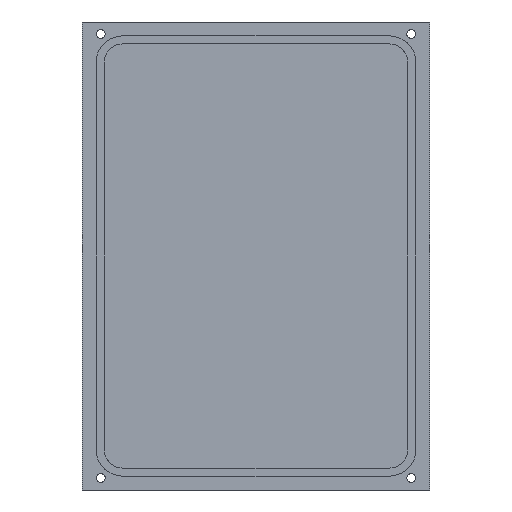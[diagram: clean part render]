
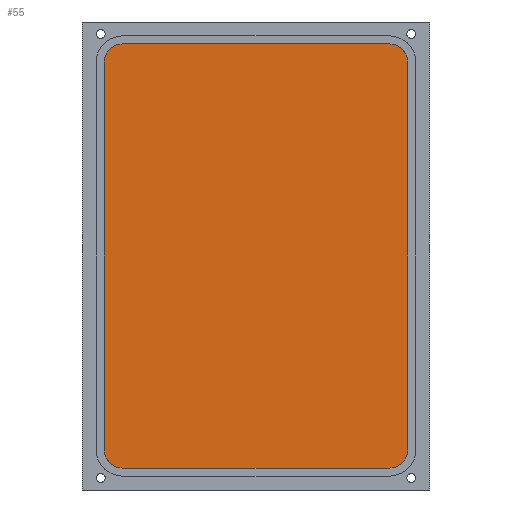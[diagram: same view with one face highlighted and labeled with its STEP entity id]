
A CAD part, front view. The second image highlights one B-rep face of the part: STEP entity #55.
In plain terms, the highlighted planar face has unit normal (0, -1, 0).
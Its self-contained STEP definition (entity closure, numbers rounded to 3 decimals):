
#55=ADVANCED_FACE('',(#95),#629,.T.);
#95=FACE_OUTER_BOUND('',#145,.T.);
#145=EDGE_LOOP('',(#314,#315,#316,#317,#318,#319,#320,#321));
#314=ORIENTED_EDGE('',*,*,#434,.T.);
#315=ORIENTED_EDGE('',*,*,#446,.T.);
#316=ORIENTED_EDGE('',*,*,#435,.T.);
#317=ORIENTED_EDGE('',*,*,#442,.T.);
#318=ORIENTED_EDGE('',*,*,#436,.T.);
#319=ORIENTED_EDGE('',*,*,#450,.T.);
#320=ORIENTED_EDGE('',*,*,#437,.T.);
#321=ORIENTED_EDGE('',*,*,#438,.T.);
#434=EDGE_CURVE('',#610,#611,#502,.T.);
#435=EDGE_CURVE('',#612,#613,#503,.T.);
#436=EDGE_CURVE('',#614,#615,#504,.T.);
#437=EDGE_CURVE('',#616,#617,#505,.T.);
#438=EDGE_CURVE('',#617,#610,#546,.T.);
#442=EDGE_CURVE('',#613,#614,#548,.T.);
#446=EDGE_CURVE('',#611,#612,#550,.T.);
#450=EDGE_CURVE('',#615,#616,#552,.T.);
#502=B_SPLINE_CURVE_WITH_KNOTS('',1,(#1296,#1297),.UNSPECIFIED.,.F.,.F.,
(2,2),(0.,144.6),.UNSPECIFIED.);
#503=B_SPLINE_CURVE_WITH_KNOTS('',1,(#1298,#1299),.UNSPECIFIED.,.F.,.F.,
(2,2),(0.,99.6),.UNSPECIFIED.);
#504=B_SPLINE_CURVE_WITH_KNOTS('',1,(#1300,#1301),.UNSPECIFIED.,.F.,.F.,
(2,2),(0.,144.6),.UNSPECIFIED.);
#505=B_SPLINE_CURVE_WITH_KNOTS('',1,(#1302,#1303),.UNSPECIFIED.,.F.,.F.,
(2,2),(0.,99.6),.UNSPECIFIED.);
#546=(
BOUNDED_CURVE()
B_SPLINE_CURVE(2,(#1304,#1305,#1306),.UNSPECIFIED.,.F.,.F.)
B_SPLINE_CURVE_WITH_KNOTS((3,3),(-10.996,0.),.UNSPECIFIED.)
CURVE()
GEOMETRIC_REPRESENTATION_ITEM()
RATIONAL_B_SPLINE_CURVE((1.,0.707,1.))
REPRESENTATION_ITEM('')
);
#548=(
BOUNDED_CURVE()
B_SPLINE_CURVE(2,(#1314,#1315,#1316),.UNSPECIFIED.,.F.,.F.)
B_SPLINE_CURVE_WITH_KNOTS((3,3),(-10.996,0.),.UNSPECIFIED.)
CURVE()
GEOMETRIC_REPRESENTATION_ITEM()
RATIONAL_B_SPLINE_CURVE((1.,0.707,1.))
REPRESENTATION_ITEM('')
);
#550=(
BOUNDED_CURVE()
B_SPLINE_CURVE(2,(#1324,#1325,#1326),.UNSPECIFIED.,.F.,.F.)
B_SPLINE_CURVE_WITH_KNOTS((3,3),(-10.996,0.),.UNSPECIFIED.)
CURVE()
GEOMETRIC_REPRESENTATION_ITEM()
RATIONAL_B_SPLINE_CURVE((1.,0.707,1.))
REPRESENTATION_ITEM('')
);
#552=(
BOUNDED_CURVE()
B_SPLINE_CURVE(2,(#1334,#1335,#1336),.UNSPECIFIED.,.F.,.F.)
B_SPLINE_CURVE_WITH_KNOTS((3,3),(-10.996,0.),.UNSPECIFIED.)
CURVE()
GEOMETRIC_REPRESENTATION_ITEM()
RATIONAL_B_SPLINE_CURVE((1.,0.707,1.))
REPRESENTATION_ITEM('')
);
#610=VERTEX_POINT('',#1048);
#611=VERTEX_POINT('',#1049);
#612=VERTEX_POINT('',#1050);
#613=VERTEX_POINT('',#1051);
#614=VERTEX_POINT('',#1052);
#615=VERTEX_POINT('',#1053);
#616=VERTEX_POINT('',#1054);
#617=VERTEX_POINT('',#1055);
#629=PLANE('',#769);
#769=AXIS2_PLACEMENT_3D('',#983,#804,$);
#804=DIRECTION('',(0.,-1.,0.));
#983=CARTESIAN_POINT('',(68.16,56.68,189.66));
#1048=CARTESIAN_POINT('',(56.8,56.68,22.2));
#1049=CARTESIAN_POINT('',(56.8,56.68,166.8));
#1050=CARTESIAN_POINT('',(49.8,56.68,173.8));
#1051=CARTESIAN_POINT('',(-49.8,56.68,173.8));
#1052=CARTESIAN_POINT('',(-56.8,56.68,166.8));
#1053=CARTESIAN_POINT('',(-56.8,56.68,22.2));
#1054=CARTESIAN_POINT('',(-49.8,56.68,15.2));
#1055=CARTESIAN_POINT('',(49.8,56.68,15.2));
#1296=CARTESIAN_POINT('',(56.8,56.68,22.2));
#1297=CARTESIAN_POINT('',(56.8,56.68,166.8));
#1298=CARTESIAN_POINT('',(49.8,56.68,173.8));
#1299=CARTESIAN_POINT('',(-49.8,56.68,173.8));
#1300=CARTESIAN_POINT('',(-56.8,56.68,166.8));
#1301=CARTESIAN_POINT('',(-56.8,56.68,22.2));
#1302=CARTESIAN_POINT('',(-49.8,56.68,15.2));
#1303=CARTESIAN_POINT('',(49.8,56.68,15.2));
#1304=CARTESIAN_POINT('',(49.8,56.68,15.2));
#1305=CARTESIAN_POINT('',(56.8,56.68,15.2));
#1306=CARTESIAN_POINT('',(56.8,56.68,22.2));
#1314=CARTESIAN_POINT('',(-49.8,56.68,173.8));
#1315=CARTESIAN_POINT('',(-56.8,56.68,173.8));
#1316=CARTESIAN_POINT('',(-56.8,56.68,166.8));
#1324=CARTESIAN_POINT('',(56.8,56.68,166.8));
#1325=CARTESIAN_POINT('',(56.8,56.68,173.8));
#1326=CARTESIAN_POINT('',(49.8,56.68,173.8));
#1334=CARTESIAN_POINT('',(-56.8,56.68,22.2));
#1335=CARTESIAN_POINT('',(-56.8,56.68,15.2));
#1336=CARTESIAN_POINT('',(-49.8,56.68,15.2));
